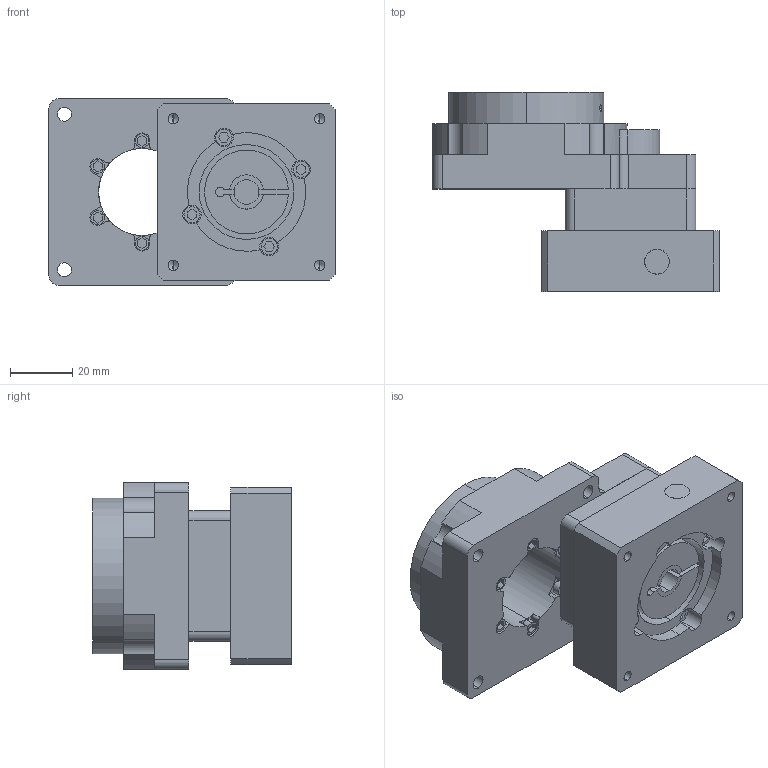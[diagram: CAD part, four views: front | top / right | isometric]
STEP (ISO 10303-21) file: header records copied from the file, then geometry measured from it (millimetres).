
FILE_DESCRIPTION (( 'STEP AP203' ), '1' );
FILE_NAME ('RPA60-5耀倰(8-26 38.1-2 4-4.5-47.14-47.14).STEP', '2018-07-05T01:02:37', ( 'Sky123.Org' ), ( 'Sky123.Org' ), 'SwSTEP 2.0', 'SolidWorks 2016', '' );
FILE_SCHEMA (( 'CONFIG_CONTROL_DESIGN' ));
Length unit declared in the file: millimetre
Products named in the file (1): RPA60-5耀倰(8-26 38.1-2 4-4.5-47.14-47.14)
Bounding box: 92.1 x 64 x 60 mm (x, y, z)
Volume: 156158.3 mm3; surface area: 38702.2 mm2
Topology: 2 solids, 8 shells, 381 faces, 954 edges, 606 vertices
Faces by surface type: cylinder 182, plane 163, cone 36
Entity records: 11357 total; most frequent: DIRECTION 2064, CARTESIAN_POINT 1974, ORIENTED_EDGE 1836, EDGE_CURVE 918, AXIS2_PLACEMENT_3D 768, VERTEX_POINT 606, VECTOR 528, LINE 528
